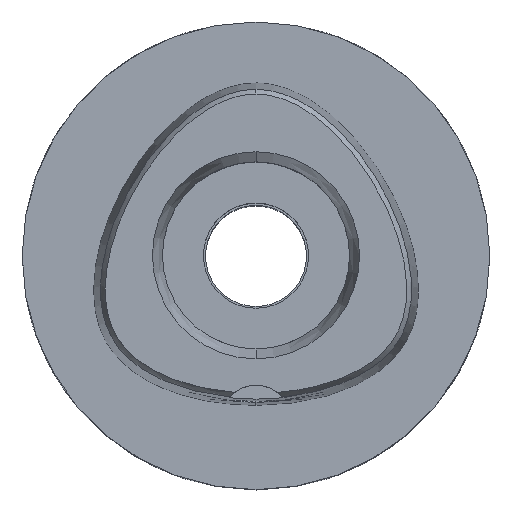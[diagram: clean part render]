
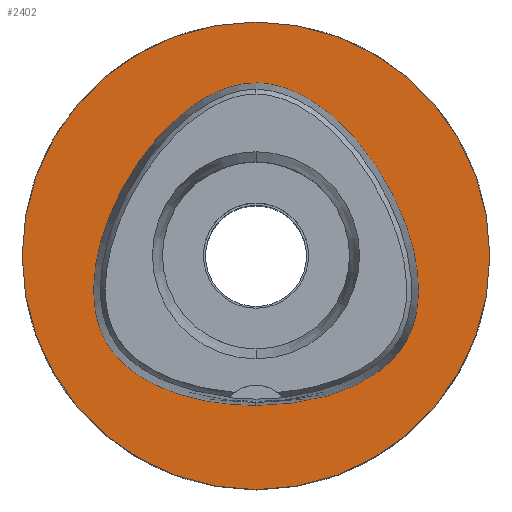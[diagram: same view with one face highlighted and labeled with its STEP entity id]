
A CAD part, top view. The second image highlights one B-rep face of the part: STEP entity #2402.
In plain terms, the highlighted planar face has unit normal (0, 0, 1).
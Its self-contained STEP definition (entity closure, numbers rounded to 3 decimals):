
#74 = CIRCLE ( 'NONE', #2855, 40. ) ;
#257 = CARTESIAN_POINT ( 'NONE',  ( 18.55, -21.454, 0. ) ) ;
#461 = EDGE_CURVE ( 'NONE', #735, #2439, #74, .T. ) ;
#469 = CARTESIAN_POINT ( 'NONE',  ( -22.339, 12.897, 0. ) ) ;
#496 = CARTESIAN_POINT ( 'NONE',  ( -27.855, -5.338, 0. ) ) ;
#506 = AXIS2_PLACEMENT_3D ( 'NONE', #4387, #2513, #4013 ) ;
#538 = CARTESIAN_POINT ( 'NONE',  ( 0., -25.575, 0. ) ) ;
#616 = CARTESIAN_POINT ( 'NONE',  ( 26.772, 1.9, 0. ) ) ;
#641 = CARTESIAN_POINT ( 'NONE',  ( 2.677, -25.575, 0. ) ) ;
#667 = CARTESIAN_POINT ( 'NONE',  ( 27.855, -5.338, 0. ) ) ;
#700 = CARTESIAN_POINT ( 'NONE',  ( 3.149, 29.34, 0. ) ) ;
#735 = VERTEX_POINT ( 'NONE', #2167 ) ;
#832 = CARTESIAN_POINT ( 'NONE',  ( -17.753, 19.522, 0. ) ) ;
#880 = CARTESIAN_POINT ( 'NONE',  ( -18.55, -21.454, 0. ) ) ;
#975 = EDGE_CURVE ( 'NONE', #4094, #4067, #2074, .T. ) ;
#1032 = CARTESIAN_POINT ( 'NONE',  ( 6.692, -25.245, 0. ) ) ;
#1057 = EDGE_CURVE ( 'NONE', #4067, #4094, #3645, .T. ) ;
#1061 = ORIENTED_EDGE ( 'NONE', *, *, #3519, .F. ) ;
#1083 = CARTESIAN_POINT ( 'NONE',  ( 23.433, -17.764, 0. ) ) ;
#1120 = DIRECTION ( 'NONE',  ( 0., 1., 0. ) ) ;
#1272 = CARTESIAN_POINT ( 'NONE',  ( -26.349, -13.395, 0. ) ) ;
#1389 = CARTESIAN_POINT ( 'NONE',  ( 27.684, -8.752, 0. ) ) ;
#1414 = CARTESIAN_POINT ( 'NONE',  ( 17.753, 19.522, 0. ) ) ;
#1441 = CARTESIAN_POINT ( 'NONE',  ( 25.209, 6.827, 0. ) ) ;
#1574 = CARTESIAN_POINT ( 'NONE',  ( 0., 29.575, 0. ) ) ;
#1596 = CARTESIAN_POINT ( 'NONE',  ( -9.305, 26.792, 0. ) ) ;
#1644 = CARTESIAN_POINT ( 'NONE',  ( -27.537, -1.766, 0. ) ) ;
#1815 = CARTESIAN_POINT ( 'NONE',  ( 27.101, -11.411, 0. ) ) ;
#2072 = CARTESIAN_POINT ( 'NONE',  ( 0., 0., 0. ) ) ;
#2074 = B_SPLINE_CURVE_WITH_KNOTS ( 'NONE', 3,
 ( #4084, #641, #1032, #3750, #2209, #257, #3403, #1083, #2611, #4155, #4881, #1815, #1389, #667, #2945, #616, #1441, #4557, #1414, #2238, #2588, #3781, #700, #4932, #4108 ),
 .UNSPECIFIED., .F., .F.,
 ( 4, 1, 1, 1, 1, 1, 1, 1, 1, 1, 1, 1, 1, 1, 1, 1, 1, 1, 1, 1, 1, 1, 4 ),
 ( 0., 0.083, 0.125, 0.167, 0.208, 0.25, 0.292, 0.313, 0.333, 0.354, 0.375, 0.417, 0.458, 0.5, 0.542, 0.583, 0.667, 0.75, 0.833, 0.875, 0.917, 0.958, 1. ),
 .UNSPECIFIED. ) ;
#2167 = CARTESIAN_POINT ( 'NONE',  ( 0., 40., 0. ) ) ;
#2209 = CARTESIAN_POINT ( 'NONE',  ( 15.298, -22.965, 0. ) ) ;
#2238 = CARTESIAN_POINT ( 'NONE',  ( 13.218, 24.044, 0. ) ) ;
#2402 = ADVANCED_FACE ( 'NONE', ( #3651, #4440 ), #2842, .F. ) ;
#2404 = CIRCLE ( 'NONE', #3060, 40. ) ;
#2439 = VERTEX_POINT ( 'NONE', #2641 ) ;
#2513 = DIRECTION ( 'NONE',  ( 0., 0., -1. ) ) ;
#2579 = ORIENTED_EDGE ( 'NONE', *, *, #461, .F. ) ;
#2588 = CARTESIAN_POINT ( 'NONE',  ( 9.305, 26.792, 0. ) ) ;
#2611 = CARTESIAN_POINT ( 'NONE',  ( 24.775, -16.122, 0. ) ) ;
#2641 = CARTESIAN_POINT ( 'NONE',  ( 0., -40., 0. ) ) ;
#2755 = CARTESIAN_POINT ( 'NONE',  ( -1.05, 29.575, 0. ) ) ;
#2774 = CARTESIAN_POINT ( 'NONE',  ( 0., 29.575, 0. ) ) ;
#2799 = CARTESIAN_POINT ( 'NONE',  ( -3.149, 29.34, 0. ) ) ;
#2842 = PLANE ( 'NONE',  #506 ) ;
#2855 = AXIS2_PLACEMENT_3D ( 'NONE', #3867, #3431, #1120 ) ;
#2945 = CARTESIAN_POINT ( 'NONE',  ( 27.537, -1.766, 0. ) ) ;
#3060 = AXIS2_PLACEMENT_3D ( 'NONE', #2072, #4381, #4775 ) ;
#3142 = CARTESIAN_POINT ( 'NONE',  ( -27.684, -8.752, 0. ) ) ;
#3167 = CARTESIAN_POINT ( 'NONE',  ( -26.772, 1.9, 0. ) ) ;
#3210 = CARTESIAN_POINT ( 'NONE',  ( -25.638, -14.802, 0. ) ) ;
#3233 = CARTESIAN_POINT ( 'NONE',  ( -24.775, -16.122, 0. ) ) ;
#3248 = EDGE_LOOP ( 'NONE', ( #2579, #1061 ) ) ;
#3352 = ORIENTED_EDGE ( 'NONE', *, *, #975, .F. ) ;
#3403 = CARTESIAN_POINT ( 'NONE',  ( 21.421, -19.599, 0. ) ) ;
#3431 = DIRECTION ( 'NONE',  ( 0., 0., -1. ) ) ;
#3519 = EDGE_CURVE ( 'NONE', #2439, #735, #2404, .T. ) ;
#3563 = CARTESIAN_POINT ( 'NONE',  ( -6.692, -25.245, 0. ) ) ;
#3580 = CARTESIAN_POINT ( 'NONE',  ( -13.218, 24.044, 0. ) ) ;
#3608 = CARTESIAN_POINT ( 'NONE',  ( -6.262, 28.351, 0. ) ) ;
#3645 = B_SPLINE_CURVE_WITH_KNOTS ( 'NONE', 3,
 ( #1574, #2755, #2799, #3608, #1596, #3580, #832, #469, #4741, #3167, #1644, #496, #3142, #4297, #1272, #3210, #3233, #4319, #4671, #880, #4368, #4761, #3563, #3917, #4716 ),
 .UNSPECIFIED., .F., .F.,
 ( 4, 1, 1, 1, 1, 1, 1, 1, 1, 1, 1, 1, 1, 1, 1, 1, 1, 1, 1, 1, 1, 1, 4 ),
 ( 0., 0.042, 0.083, 0.125, 0.167, 0.25, 0.333, 0.417, 0.458, 0.5, 0.542, 0.583, 0.625, 0.646, 0.667, 0.688, 0.708, 0.75, 0.792, 0.833, 0.875, 0.917, 1. ),
 .UNSPECIFIED. ) ;
#3651 = FACE_OUTER_BOUND ( 'NONE', #3248, .T. ) ;
#3750 = CARTESIAN_POINT ( 'NONE',  ( 11.74, -24.136, 0. ) ) ;
#3781 = CARTESIAN_POINT ( 'NONE',  ( 6.262, 28.351, 0. ) ) ;
#3867 = CARTESIAN_POINT ( 'NONE',  ( 0., 0., 0. ) ) ;
#3917 = CARTESIAN_POINT ( 'NONE',  ( -2.677, -25.575, 0. ) ) ;
#3932 = EDGE_LOOP ( 'NONE', ( #4591, #3352 ) ) ;
#4013 = DIRECTION ( 'NONE',  ( 0., -1., 0. ) ) ;
#4067 = VERTEX_POINT ( 'NONE', #2774 ) ;
#4084 = CARTESIAN_POINT ( 'NONE',  ( 0., -25.575, 0. ) ) ;
#4094 = VERTEX_POINT ( 'NONE', #538 ) ;
#4108 = CARTESIAN_POINT ( 'NONE',  ( 0., 29.575, 0. ) ) ;
#4155 = CARTESIAN_POINT ( 'NONE',  ( 25.638, -14.802, 0. ) ) ;
#4297 = CARTESIAN_POINT ( 'NONE',  ( -27.101, -11.411, 0. ) ) ;
#4319 = CARTESIAN_POINT ( 'NONE',  ( -23.433, -17.764, 0. ) ) ;
#4368 = CARTESIAN_POINT ( 'NONE',  ( -15.298, -22.965, 0. ) ) ;
#4381 = DIRECTION ( 'NONE',  ( 0., 0., -1. ) ) ;
#4387 = CARTESIAN_POINT ( 'NONE',  ( 0., 0., 0. ) ) ;
#4440 = FACE_BOUND ( 'NONE', #3932, .T. ) ;
#4557 = CARTESIAN_POINT ( 'NONE',  ( 22.339, 12.897, 0. ) ) ;
#4591 = ORIENTED_EDGE ( 'NONE', *, *, #1057, .F. ) ;
#4671 = CARTESIAN_POINT ( 'NONE',  ( -21.421, -19.599, 0. ) ) ;
#4716 = CARTESIAN_POINT ( 'NONE',  ( 0., -25.575, 0. ) ) ;
#4741 = CARTESIAN_POINT ( 'NONE',  ( -25.209, 6.827, 0. ) ) ;
#4761 = CARTESIAN_POINT ( 'NONE',  ( -11.74, -24.136, 0. ) ) ;
#4775 = DIRECTION ( 'NONE',  ( 0., -1., 0. ) ) ;
#4881 = CARTESIAN_POINT ( 'NONE',  ( 26.349, -13.395, 0. ) ) ;
#4932 = CARTESIAN_POINT ( 'NONE',  ( 1.05, 29.575, 0. ) ) ;
